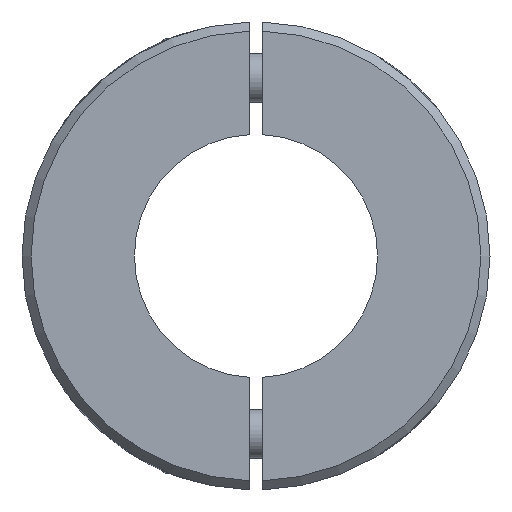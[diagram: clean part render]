
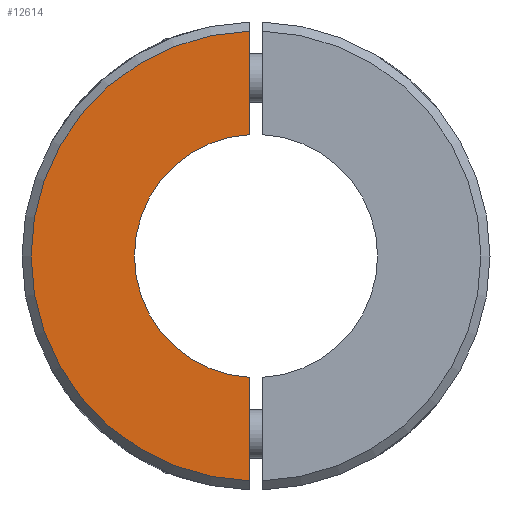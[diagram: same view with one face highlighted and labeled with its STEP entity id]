
A CAD part, left-side view. The second image highlights one B-rep face of the part: STEP entity #12614.
In plain terms, the highlighted planar face has unit normal (-1, 0, 0).
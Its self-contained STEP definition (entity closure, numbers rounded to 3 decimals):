
#637 = CARTESIAN_POINT ( 'NONE',  ( -54., 1., -18. ) ) ;
#1031 = CIRCLE ( 'NONE', #2803, 37. ) ;
#1200 = ORIENTED_EDGE ( 'NONE', *, *, #6995, .T. ) ;
#1209 = AXIS2_PLACEMENT_3D ( 'NONE', #8610, #10557, #7543 ) ;
#1539 = CARTESIAN_POINT ( 'NONE',  ( -54., 1., -19.975 ) ) ;
#1923 = CIRCLE ( 'NONE', #13704, 20. ) ;
#2128 = VERTEX_POINT ( 'NONE', #1539 ) ;
#2803 = AXIS2_PLACEMENT_3D ( 'NONE', #9886, #12964, #9681 ) ;
#3086 = LINE ( 'NONE', #9605, #10232 ) ;
#4346 = EDGE_CURVE ( 'NONE', #12713, #4788, #9307, .T. ) ;
#4355 = DIRECTION ( 'NONE',  ( -1., 0., 0. ) ) ;
#4788 = VERTEX_POINT ( 'NONE', #9221 ) ;
#5252 = FACE_OUTER_BOUND ( 'NONE', #5833, .T. ) ;
#5833 = EDGE_LOOP ( 'NONE', ( #10003, #1200, #7379, #7412 ) ) ;
#6995 = EDGE_CURVE ( 'NONE', #4788, #13569, #1031, .T. ) ;
#7012 = DIRECTION ( 'NONE',  ( 0., 0., 1. ) ) ;
#7277 = EDGE_CURVE ( 'NONE', #12713, #2128, #1923, .T. ) ;
#7379 = ORIENTED_EDGE ( 'NONE', *, *, #9077, .T. ) ;
#7412 = ORIENTED_EDGE ( 'NONE', *, *, #7277, .F. ) ;
#7543 = DIRECTION ( 'NONE',  ( 0., 0., -1. ) ) ;
#8610 = CARTESIAN_POINT ( 'NONE',  ( -54., 20., 0. ) ) ;
#9020 = VECTOR ( 'NONE', #7012, 1000. ) ;
#9077 = EDGE_CURVE ( 'NONE', #13569, #2128, #3086, .T. ) ;
#9221 = CARTESIAN_POINT ( 'NONE',  ( -54., 1., 36.986 ) ) ;
#9307 = LINE ( 'NONE', #637, #9020 ) ;
#9499 = PLANE ( 'NONE',  #1209 ) ;
#9605 = CARTESIAN_POINT ( 'NONE',  ( -54., 1., -38.5 ) ) ;
#9681 = DIRECTION ( 'NONE',  ( 0., 0., -1. ) ) ;
#9886 = CARTESIAN_POINT ( 'NONE',  ( -54., 0., 0. ) ) ;
#10003 = ORIENTED_EDGE ( 'NONE', *, *, #4346, .T. ) ;
#10232 = VECTOR ( 'NONE', #13967, 1000. ) ;
#10557 = DIRECTION ( 'NONE',  ( 1., 0., 0. ) ) ;
#10856 = CARTESIAN_POINT ( 'NONE',  ( -54., 1., 19.975 ) ) ;
#11480 = DIRECTION ( 'NONE',  ( 0., 0., 1. ) ) ;
#11884 = CARTESIAN_POINT ( 'NONE',  ( -54., 0., 0. ) ) ;
#12614 = ADVANCED_FACE ( 'NONE', ( #5252 ), #9499, .F. ) ;
#12713 = VERTEX_POINT ( 'NONE', #10856 ) ;
#12964 = DIRECTION ( 'NONE',  ( -1., 0., 0. ) ) ;
#13569 = VERTEX_POINT ( 'NONE', #13720 ) ;
#13704 = AXIS2_PLACEMENT_3D ( 'NONE', #11884, #4355, #11480 ) ;
#13720 = CARTESIAN_POINT ( 'NONE',  ( -54., 1., -36.986 ) ) ;
#13967 = DIRECTION ( 'NONE',  ( 0., 0., 1. ) ) ;
